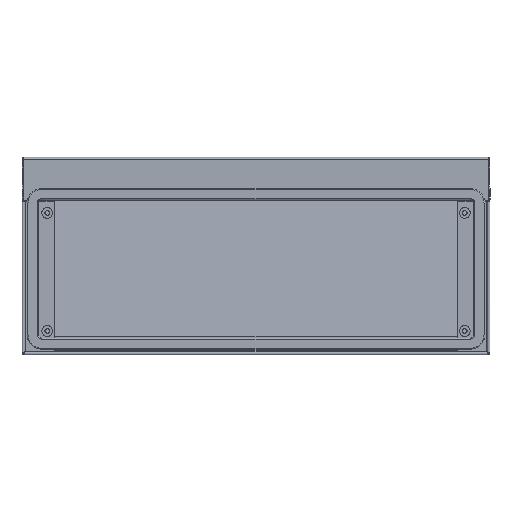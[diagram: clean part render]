
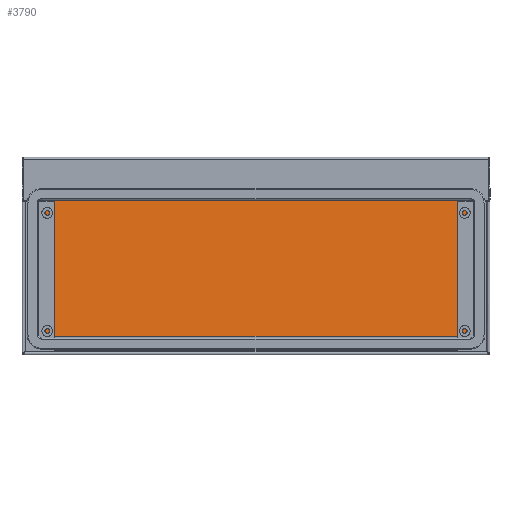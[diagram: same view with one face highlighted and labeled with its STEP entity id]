
A CAD part, front view. The second image highlights one B-rep face of the part: STEP entity #3790.
In plain terms, the highlighted planar face has unit normal (0, -0.996, 0.087).
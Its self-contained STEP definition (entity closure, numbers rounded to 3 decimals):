
#38 = ORIENTED_EDGE ( 'NONE', *, *, #2140, .T. ) ;
#252 = ORIENTED_EDGE ( 'NONE', *, *, #775, .F. ) ;
#571 = LINE ( 'NONE', #4940, #6195 ) ;
#576 = EDGE_CURVE ( 'NONE', #5250, #2682, #3055, .T. ) ;
#775 = EDGE_CURVE ( 'NONE', #5250, #5038, #571, .T. ) ;
#1005 = VECTOR ( 'NONE', #3036, 1000. ) ;
#1020 = VERTEX_POINT ( 'NONE', #6282 ) ;
#1101 = CARTESIAN_POINT ( 'NONE',  ( 253., 31.004, -92.913 ) ) ;
#1126 = AXIS2_PLACEMENT_3D ( 'NONE', #5902, #5835, #1477 ) ;
#1477 = DIRECTION ( 'NONE',  ( 0., -0.087, -0.996 ) ) ;
#2140 = EDGE_CURVE ( 'NONE', #2682, #1020, #3368, .T. ) ;
#2522 = LINE ( 'NONE', #4496, #1005 ) ;
#2538 = ORIENTED_EDGE ( 'NONE', *, *, #6131, .F. ) ;
#2682 = VERTEX_POINT ( 'NONE', #4018 ) ;
#2975 = DIRECTION ( 'NONE',  ( -1., 0., 0. ) ) ;
#3036 = DIRECTION ( 'NONE',  ( 0., 0.087, 0.996 ) ) ;
#3055 = LINE ( 'NONE', #1101, #4482 ) ;
#3253 = CARTESIAN_POINT ( 'NONE',  ( 253., 31.164, -91.087 ) ) ;
#3292 = CARTESIAN_POINT ( 'NONE',  ( 253., 48.512, 107.207 ) ) ;
#3368 = LINE ( 'NONE', #3292, #5146 ) ;
#3790 = ADVANCED_FACE ( 'NONE', ( #6251 ), #3942, .T. ) ;
#3813 = DIRECTION ( 'NONE',  ( -1., 0., 0. ) ) ;
#3942 = PLANE ( 'NONE',  #1126 ) ;
#4018 = CARTESIAN_POINT ( 'NONE',  ( 253., 48.512, 107.207 ) ) ;
#4482 = VECTOR ( 'NONE', #5080, 1000. ) ;
#4496 = CARTESIAN_POINT ( 'NONE',  ( -253., 31.004, -92.913 ) ) ;
#4905 = CARTESIAN_POINT ( 'NONE',  ( -253., 31.164, -91.087 ) ) ;
#4940 = CARTESIAN_POINT ( 'NONE',  ( 253., 31.164, -91.087 ) ) ;
#5038 = VERTEX_POINT ( 'NONE', #4905 ) ;
#5080 = DIRECTION ( 'NONE',  ( 0., 0.087, 0.996 ) ) ;
#5146 = VECTOR ( 'NONE', #3813, 1000. ) ;
#5250 = VERTEX_POINT ( 'NONE', #3253 ) ;
#5451 = ORIENTED_EDGE ( 'NONE', *, *, #576, .T. ) ;
#5835 = DIRECTION ( 'NONE',  ( 0., -0.996, 0.087 ) ) ;
#5902 = CARTESIAN_POINT ( 'NONE',  ( 253., 31.004, -92.913 ) ) ;
#5975 = EDGE_LOOP ( 'NONE', ( #38, #2538, #252, #5451 ) ) ;
#6131 = EDGE_CURVE ( 'NONE', #5038, #1020, #2522, .T. ) ;
#6195 = VECTOR ( 'NONE', #2975, 1000. ) ;
#6251 = FACE_OUTER_BOUND ( 'NONE', #5975, .T. ) ;
#6282 = CARTESIAN_POINT ( 'NONE',  ( -253., 48.512, 107.207 ) ) ;
